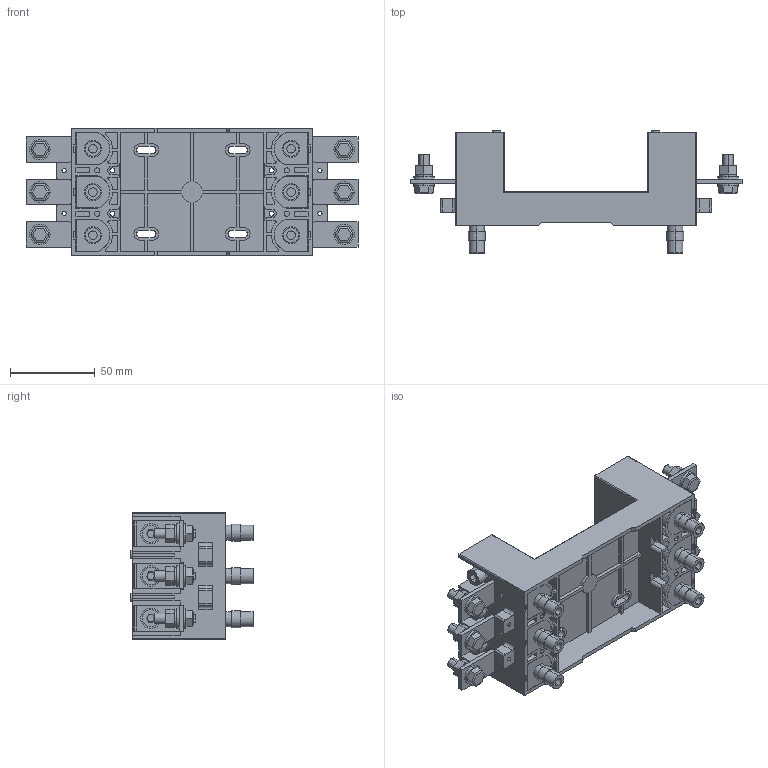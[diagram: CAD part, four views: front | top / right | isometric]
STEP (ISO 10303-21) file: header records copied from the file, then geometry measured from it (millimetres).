
FILE_DESCRIPTION (( 'STEP AP214' ), '1' );
FILE_NAME ('mccb-1tr-pin13f-125A Ïàíåëü âòû÷íàÿ AV POWER-1-3TR, 125A ïåðåäíåãî ïðèñîåä. PID-1-3F EKF Averes.STEP', '2024-10-09T10:31:03', ( '' ), ( '' ), 'SwSTEP 2.0', 'SolidWorks 2021', '' );
FILE_SCHEMA (( 'AUTOMOTIVE_DESIGN' ));
Length unit declared in the file: millimetre
Products named in the file (1): mccb-1tr-pin13f-125A Ïàíåëü âòû÷íàÿ AV POWER-1-3TR, 125A ïåðåäíåãî ïðèñîåä. PID-1-3F EKF Averes
Bounding box: 196 x 72.1 x 75 mm (x, y, z)
Volume: 217696.5 mm3; surface area: 102417.9 mm2
Topology: 58 solids, 64 shells, 1261 faces, 3034 edges, 1998 vertices
Faces by surface type: plane 851, cylinder 398, cone 12
Entity records: 45223 total; most frequent: CARTESIAN_POINT 6362, DIRECTION 6358, ORIENTED_EDGE 6068, EDGE_CURVE 3034, LINE 2210, VECTOR 2210, AXIS2_PLACEMENT_3D 2074, VERTEX_POINT 1998
